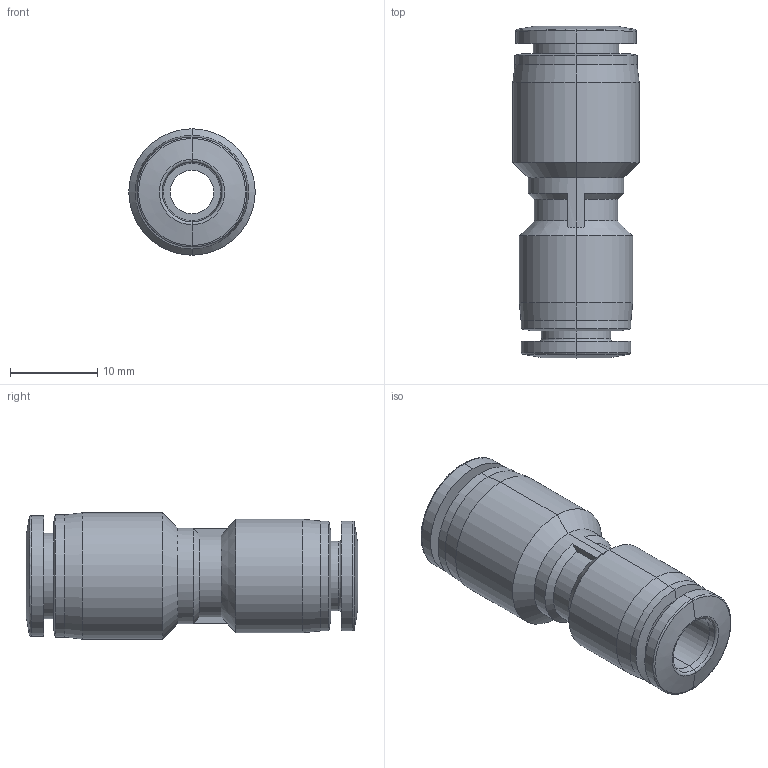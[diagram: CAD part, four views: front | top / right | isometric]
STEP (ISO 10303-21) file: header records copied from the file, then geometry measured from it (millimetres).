
FILE_DESCRIPTION (( 'STEP AP203' ), '1' );
FILE_NAME ('UR516-14.step', '2016-02-15T20:02:23', ( '' ), ( '' ), 'SwSTEP 2.0', 'SolidWorks 2015', '' );
FILE_SCHEMA (( 'CONFIG_CONTROL_DESIGN' ));
Length unit declared in the file: inch
Products named in the file (1): UR516-14
Bounding box: 14.5 x 38.05 x 14.5 mm (x, y, z)
Volume: 3289.3 mm3; surface area: 2937.9 mm2
Topology: 1 solids, 1 shells, 68 faces, 144 edges, 82 vertices
Faces by surface type: cylinder 26, cone 22, plane 10, bspline 8, torus 2
Entity records: 1995 total; most frequent: CARTESIAN_POINT 439, DIRECTION 342, ORIENTED_EDGE 288, AXIS2_PLACEMENT_3D 145, EDGE_CURVE 144, CIRCLE 84, VERTEX_POINT 82, EDGE_LOOP 74
